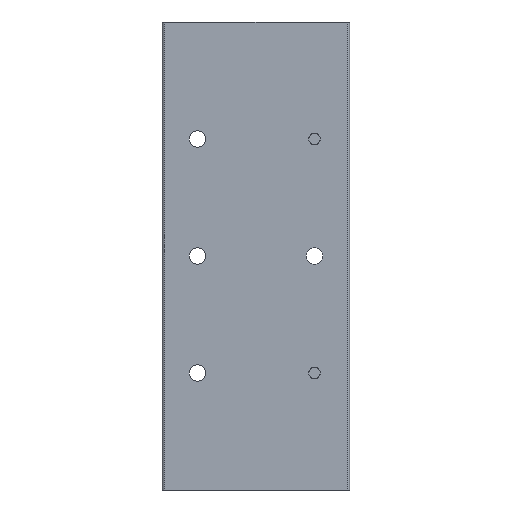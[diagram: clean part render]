
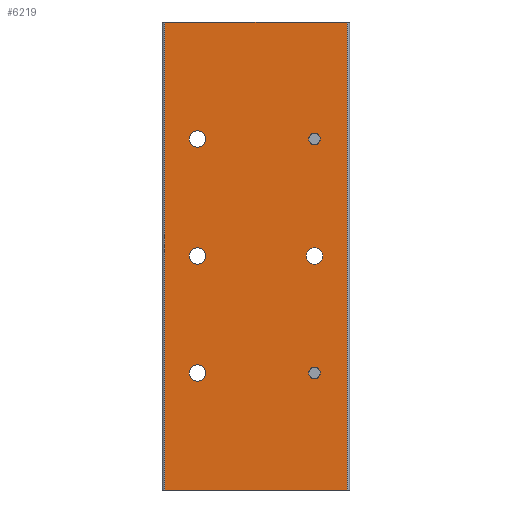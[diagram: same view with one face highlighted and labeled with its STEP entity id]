
A CAD part, front view. The second image highlights one B-rep face of the part: STEP entity #6219.
In plain terms, the highlighted planar face has unit normal (0, -1, 0).
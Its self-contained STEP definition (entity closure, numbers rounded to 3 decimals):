
#130 = DIRECTION ( 'NONE',  ( 0., 0., 1. ) ) ;
#174 = LINE ( 'NONE', #8512, #3020 ) ;
#188 = DIRECTION ( 'NONE',  ( 0., 1., 0. ) ) ;
#190 = DIRECTION ( 'NONE',  ( 0., 1., 0. ) ) ;
#883 = CIRCLE ( 'NONE', #1741, 3.5 ) ;
#908 = CARTESIAN_POINT ( 'NONE',  ( -39., -22.5, 0. ) ) ;
#1151 = AXIS2_PLACEMENT_3D ( 'NONE', #8473, #12624, #3308 ) ;
#1232 = DIRECTION ( 'NONE',  ( 0., 1., 0. ) ) ;
#1468 = VERTEX_POINT ( 'NONE', #8885 ) ;
#1517 = ORIENTED_EDGE ( 'NONE', *, *, #7169, .T. ) ;
#1542 = FACE_BOUND ( 'NONE', #3940, .T. ) ;
#1606 = CARTESIAN_POINT ( 'NONE',  ( -40., -22.5, 200. ) ) ;
#1678 = FACE_BOUND ( 'NONE', #3716, .T. ) ;
#1741 = AXIS2_PLACEMENT_3D ( 'NONE', #12776, #12643, #9711 ) ;
#2069 = VERTEX_POINT ( 'NONE', #10697 ) ;
#2106 = CARTESIAN_POINT ( 'NONE',  ( -25., -22.5, 53.5 ) ) ;
#2429 = AXIS2_PLACEMENT_3D ( 'NONE', #9520, #1232, #8490 ) ;
#2462 = VERTEX_POINT ( 'NONE', #908 ) ;
#2890 = FACE_OUTER_BOUND ( 'NONE', #9648, .T. ) ;
#3020 = VECTOR ( 'NONE', #7497, 1000. ) ;
#3201 = VECTOR ( 'NONE', #130, 1000. ) ;
#3308 = DIRECTION ( 'NONE',  ( 0., 0., 1. ) ) ;
#3526 = DIRECTION ( 'NONE',  ( 1., 0., 0. ) ) ;
#3716 = EDGE_LOOP ( 'NONE', ( #9576 ) ) ;
#3940 = EDGE_LOOP ( 'NONE', ( #8711 ) ) ;
#3968 = CIRCLE ( 'NONE', #1151, 2.5 ) ;
#4123 = CARTESIAN_POINT ( 'NONE',  ( -25., -22.5, 100. ) ) ;
#4168 = CIRCLE ( 'NONE', #2429, 3.5 ) ;
#4209 = EDGE_CURVE ( 'NONE', #7069, #7069, #4168, .T. ) ;
#4315 = DIRECTION ( 'NONE',  ( 0., 0., 1. ) ) ;
#4379 = CARTESIAN_POINT ( 'NONE',  ( -25., -22.5, 50. ) ) ;
#4483 = ORIENTED_EDGE ( 'NONE', *, *, #8014, .F. ) ;
#4589 = AXIS2_PLACEMENT_3D ( 'NONE', #4379, #188, #5459 ) ;
#4639 = EDGE_CURVE ( 'NONE', #6107, #6107, #3968, .T. ) ;
#4889 = EDGE_CURVE ( 'NONE', #12370, #12370, #13086, .T. ) ;
#5025 = CARTESIAN_POINT ( 'NONE',  ( 25., -22.5, 152.5 ) ) ;
#5390 = DIRECTION ( 'NONE',  ( 1., 0., 0. ) ) ;
#5427 = VERTEX_POINT ( 'NONE', #12708 ) ;
#5459 = DIRECTION ( 'NONE',  ( 0., 0., 1. ) ) ;
#5732 = PLANE ( 'NONE',  #9340 ) ;
#5740 = EDGE_CURVE ( 'NONE', #9712, #9712, #883, .T. ) ;
#5808 = DIRECTION ( 'NONE',  ( -1., 0., 0. ) ) ;
#5864 = EDGE_LOOP ( 'NONE', ( #12914 ) ) ;
#6090 = DIRECTION ( 'NONE',  ( 0., 1., 0. ) ) ;
#6107 = VERTEX_POINT ( 'NONE', #5025 ) ;
#6193 = EDGE_LOOP ( 'NONE', ( #9697 ) ) ;
#6210 = ORIENTED_EDGE ( 'NONE', *, *, #11511, .T. ) ;
#6219 = ADVANCED_FACE ( 'NONE', ( #12143, #11940, #1542, #1678, #6763, #12203, #2890 ), #5732, .F. ) ;
#6406 = VECTOR ( 'NONE', #3526, 1000. ) ;
#6763 = FACE_BOUND ( 'NONE', #5864, .T. ) ;
#6836 = CARTESIAN_POINT ( 'NONE',  ( -39., -22.5, 200. ) ) ;
#6920 = CARTESIAN_POINT ( 'NONE',  ( -25., -22.5, 103.5 ) ) ;
#7062 = AXIS2_PLACEMENT_3D ( 'NONE', #4123, #6090, #8126 ) ;
#7069 = VERTEX_POINT ( 'NONE', #10201 ) ;
#7169 = EDGE_CURVE ( 'NONE', #1468, #2069, #7319, .T. ) ;
#7319 = LINE ( 'NONE', #9427, #3201 ) ;
#7497 = DIRECTION ( 'NONE',  ( 0., 0., -1. ) ) ;
#7654 = EDGE_CURVE ( 'NONE', #5427, #5427, #8382, .T. ) ;
#7950 = EDGE_LOOP ( 'NONE', ( #12149 ) ) ;
#8006 = VERTEX_POINT ( 'NONE', #6920 ) ;
#8014 = EDGE_CURVE ( 'NONE', #8530, #2069, #10689, .T. ) ;
#8033 = EDGE_CURVE ( 'NONE', #8530, #2462, #174, .T. ) ;
#8126 = DIRECTION ( 'NONE',  ( 0., 0., 1. ) ) ;
#8382 = CIRCLE ( 'NONE', #10342, 2.5 ) ;
#8427 = ORIENTED_EDGE ( 'NONE', *, *, #4639, .T. ) ;
#8473 = CARTESIAN_POINT ( 'NONE',  ( 25., -22.5, 150. ) ) ;
#8490 = DIRECTION ( 'NONE',  ( 0., 0., 1. ) ) ;
#8512 = CARTESIAN_POINT ( 'NONE',  ( -39., -22.5, 200. ) ) ;
#8530 = VERTEX_POINT ( 'NONE', #6836 ) ;
#8660 = VECTOR ( 'NONE', #5390, 1000. ) ;
#8711 = ORIENTED_EDGE ( 'NONE', *, *, #5740, .T. ) ;
#8885 = CARTESIAN_POINT ( 'NONE',  ( 39., -22.5, 0. ) ) ;
#8937 = DIRECTION ( 'NONE',  ( 0., 1., 0. ) ) ;
#9302 = ORIENTED_EDGE ( 'NONE', *, *, #8033, .T. ) ;
#9340 = AXIS2_PLACEMENT_3D ( 'NONE', #1606, #8937, #5808 ) ;
#9427 = CARTESIAN_POINT ( 'NONE',  ( 39., -22.5, 200. ) ) ;
#9520 = CARTESIAN_POINT ( 'NONE',  ( -25., -22.5, 150. ) ) ;
#9576 = ORIENTED_EDGE ( 'NONE', *, *, #4889, .T. ) ;
#9579 = CARTESIAN_POINT ( 'NONE',  ( -40., -22.5, 0. ) ) ;
#9617 = CARTESIAN_POINT ( 'NONE',  ( 25., -22.5, 50. ) ) ;
#9648 = EDGE_LOOP ( 'NONE', ( #6210, #1517, #4483, #9302 ) ) ;
#9697 = ORIENTED_EDGE ( 'NONE', *, *, #7654, .T. ) ;
#9711 = DIRECTION ( 'NONE',  ( 0., 0., 1. ) ) ;
#9712 = VERTEX_POINT ( 'NONE', #11555 ) ;
#9739 = CARTESIAN_POINT ( 'NONE',  ( -40., -22.5, 200. ) ) ;
#10108 = CIRCLE ( 'NONE', #7062, 3.5 ) ;
#10201 = CARTESIAN_POINT ( 'NONE',  ( -25., -22.5, 153.5 ) ) ;
#10342 = AXIS2_PLACEMENT_3D ( 'NONE', #9617, #190, #4315 ) ;
#10689 = LINE ( 'NONE', #9739, #8660 ) ;
#10697 = CARTESIAN_POINT ( 'NONE',  ( 39., -22.5, 200. ) ) ;
#11511 = EDGE_CURVE ( 'NONE', #2462, #1468, #12843, .T. ) ;
#11555 = CARTESIAN_POINT ( 'NONE',  ( 25., -22.5, 103.5 ) ) ;
#11681 = EDGE_CURVE ( 'NONE', #8006, #8006, #10108, .T. ) ;
#11940 = FACE_BOUND ( 'NONE', #12245, .T. ) ;
#12143 = FACE_BOUND ( 'NONE', #6193, .T. ) ;
#12149 = ORIENTED_EDGE ( 'NONE', *, *, #11681, .T. ) ;
#12203 = FACE_BOUND ( 'NONE', #7950, .T. ) ;
#12245 = EDGE_LOOP ( 'NONE', ( #8427 ) ) ;
#12370 = VERTEX_POINT ( 'NONE', #2106 ) ;
#12624 = DIRECTION ( 'NONE',  ( 0., 1., 0. ) ) ;
#12643 = DIRECTION ( 'NONE',  ( 0., 1., 0. ) ) ;
#12708 = CARTESIAN_POINT ( 'NONE',  ( 25., -22.5, 52.5 ) ) ;
#12776 = CARTESIAN_POINT ( 'NONE',  ( 25., -22.5, 100. ) ) ;
#12843 = LINE ( 'NONE', #9579, #6406 ) ;
#12914 = ORIENTED_EDGE ( 'NONE', *, *, #4209, .T. ) ;
#13086 = CIRCLE ( 'NONE', #4589, 3.5 ) ;
